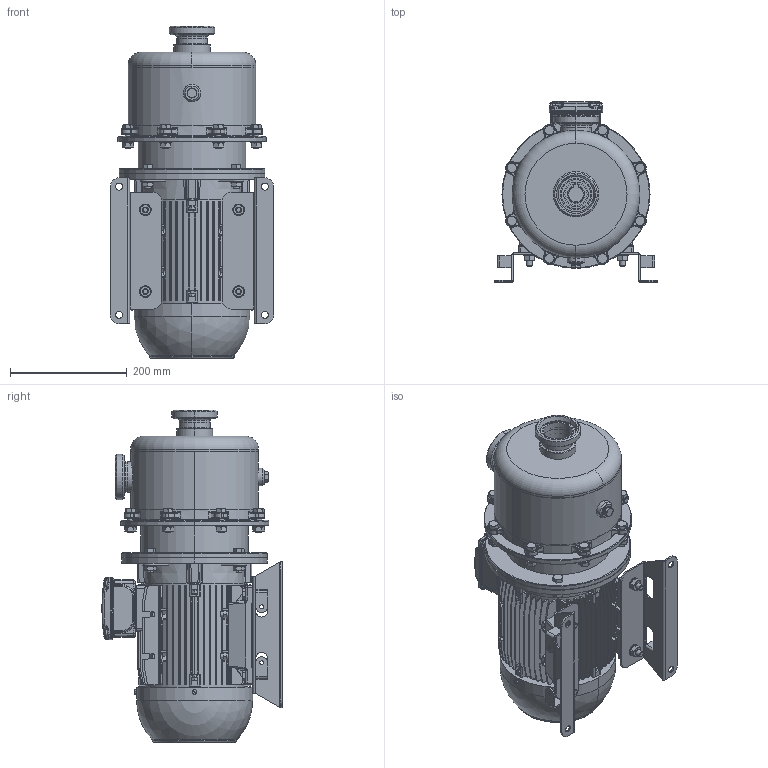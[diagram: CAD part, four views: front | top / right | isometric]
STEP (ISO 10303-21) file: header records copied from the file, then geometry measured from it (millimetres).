
FILE_DESCRIPTION (( 'STEP AP203' ), '1' );
FILE_NAME ('Ýëåêòðîíàñîñíûé àãðåãàò ÎÍÖñ 25_30Ê5-5,5_2.STEP', '2016-04-27T21:42:15', ( '' ), ( '' ), 'SwSTEP 2.0', 'SolidWorks 2015', '' );
FILE_SCHEMA (( 'CONFIG_CONTROL_DESIGN' ));
Length unit declared in the file: millimetre
Products named in the file (13): Áîëò Ì10; 冓憵; Ãàéêà; Ïîäâîä 25_30 Ïðîäîëæåíèå; ﾘ琺矜; 砐鳱鍱 25_30 (2); 扻錪犩 25_30; Ýëåêòðîíàñîñíûé àãðåãàò ÎÍÖñ 25_30Ê5-5,5_2; 婜縺蹞 25_30; 楋樏襝鍱睯蜬蠈錪 100L; Êàñòðþëÿ 25_30; 署赅 赅耱瘙腓; Îòâîä 25_30
Assembly tree (58 placements, depth 2):
  Ýëåêòðîíàñîñíûé àãðåãàò ÎÍÖñ 25_30Ê5-5,5_2
    Áîëò Ì10  x16
    Ãàéêà  x16
    ﾘ琺矜  x16
    扻錪犩 25_30
    婜縺蹞 25_30
    楋樏襝鍱睯蜬蠈錪 100L
    Êàñòðþëÿ 25_30
    署赅 赅耱瘙腓
    Îòâîä 25_30
    冓憵  x2
    Ïîäâîä 25_30 Ïðîäîëæåíèå
    砐鳱鍱 25_30 (2)
Bounding box: 280 x 309 x 569.6 mm (x, y, z)
Volume: 10028784.2 mm3; surface area: 1307925.4 mm2
Topology: 58 solids, 58 shells, 4008 faces, 10016 edges, 6323 vertices
Faces by surface type: plane 2280, cylinder 812, cone 529, torus 230, bspline 141, sphere 16
Entity records: 105610 total; most frequent: CARTESIAN_POINT 26988, ORIENTED_EDGE 16212, DIRECTION 15211, EDGE_CURVE 8106, VECTOR 5367, LINE 5367, VERTEX_POINT 5215, AXIS2_PLACEMENT_3D 4922
